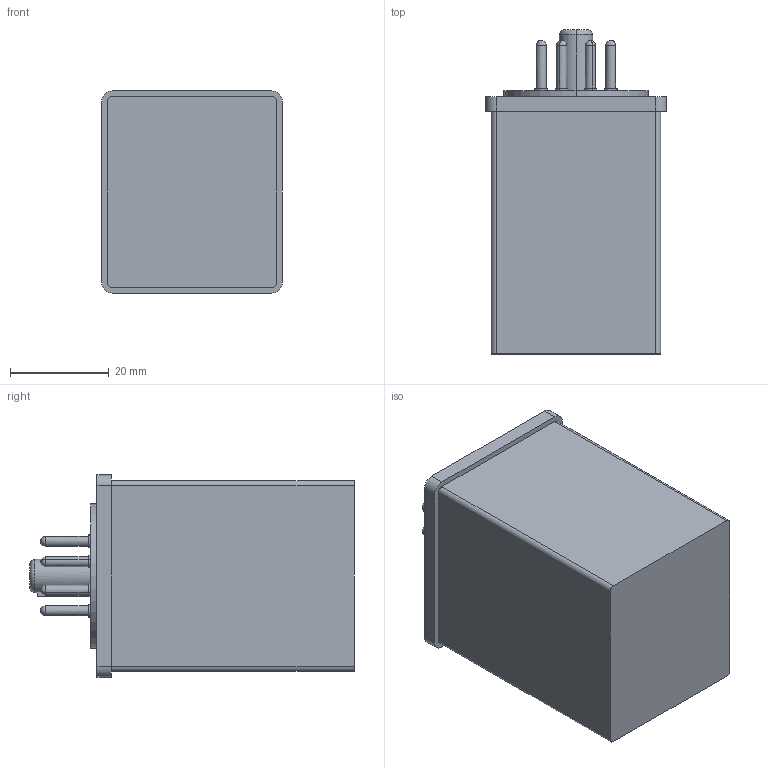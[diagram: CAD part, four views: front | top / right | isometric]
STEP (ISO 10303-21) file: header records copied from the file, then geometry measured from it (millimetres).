
FILE_DESCRIPTION(('starvars output'),'2;1');
FILE_NAME('cv20190909162842000113160.stp','16:28:42 2019/09/09',( 'Thomas Industrial Network Germany GmbH'),( 'Thomas Industrial Network Germany GmbH'),'unknown preprocess','ACIS' ,'unknown authorization');
FILE_SCHEMA(('AUTOMOTIVE_DESIGN_CC2 {UNKNOWN IMPLEMENTATION LEVEL}'));
Length unit declared in the file: millimetre
Products named in the file (1): PRODUCT_ID_2
Bounding box: 36.58 x 65.66 x 40.89 mm (x, y, z)
Volume: 70948.8 mm3; surface area: 11396 mm2
Topology: 1 solids, 1 shells, 87 faces, 212 edges, 130 vertices
Faces by surface type: cylinder 44, plane 25, sphere 16, torus 2
Entity records: 2791 total; most frequent: ORIENTED_EDGE 360, DIRECTION 328, CARTESIAN_POINT 317, EDGE_CURVE 180, AXIS2_PLACEMENT_3D 125, VERTEX_POINT 114, EDGE_LOOP 106, FACE_BOUND 106
